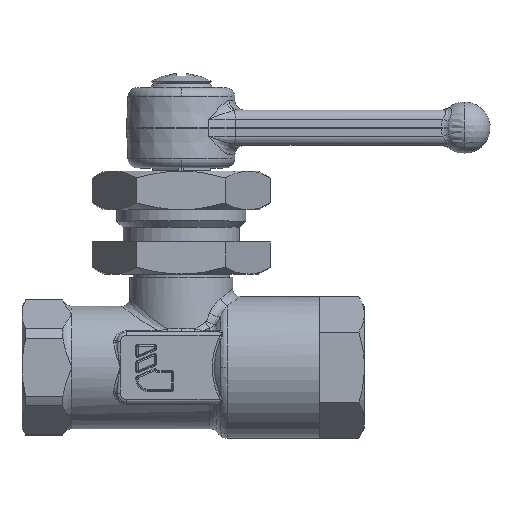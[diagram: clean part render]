
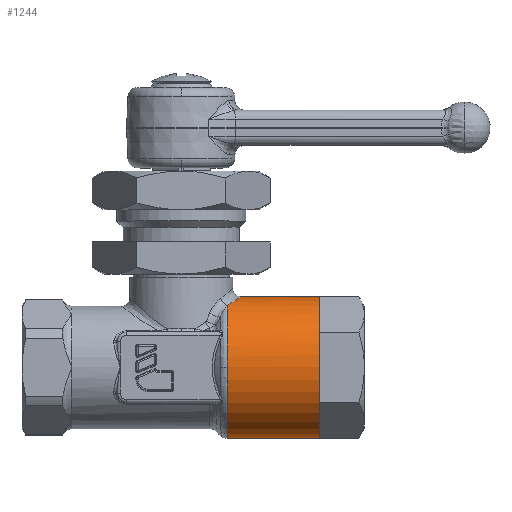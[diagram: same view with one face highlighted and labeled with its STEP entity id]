
A CAD part, top view. The second image highlights one B-rep face of the part: STEP entity #1244.
In plain terms, the highlighted cylindrical face has radius 11 mm (diameter 22 mm), a partial arc.
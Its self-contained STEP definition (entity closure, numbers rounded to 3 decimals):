
#1244=ADVANCED_FACE('',(#3196),#3197,.T.);
#3196=FACE_OUTER_BOUND('',#6261,.T.);
#3197=CYLINDRICAL_SURFACE('',#6262,11.0);
#6261=EDGE_LOOP('',(#12451,#12452,#12453,#12454,#12455,#12456));
#6262=AXIS2_PLACEMENT_3D('',#12457,#12458,#12459);
#12451=ORIENTED_EDGE('',*,*,#19609,.T.);
#12452=ORIENTED_EDGE('',*,*,#19610,.F.);
#12453=ORIENTED_EDGE('',*,*,#19611,.T.);
#12454=ORIENTED_EDGE('',*,*,#19612,.F.);
#12455=ORIENTED_EDGE('',*,*,#19613,.T.);
#12456=ORIENTED_EDGE('',*,*,#19614,.T.);
#12457=CARTESIAN_POINT('',(-19.02,0.0,0.0));
#12458=DIRECTION('',(-1.0,-0.0,0.0));
#12459=DIRECTION('',(0.0,-1.0,0.0));
#19609=EDGE_CURVE('',#22937,#22938,#22939,.T.);
#19610=EDGE_CURVE('',#22940,#22938,#22941,.T.);
#19611=EDGE_CURVE('',#22940,#22942,#22943,.T.);
#19612=EDGE_CURVE('',#22944,#22942,#22945,.T.);
#19613=EDGE_CURVE('',#22944,#22946,#22947,.T.);
#19614=EDGE_CURVE('',#22946,#22937,#22948,.T.);
#22937=VERTEX_POINT('',#27986);
#22938=VERTEX_POINT('',#27987);
#22939=LINE('',#27988,#27989);
#22940=VERTEX_POINT('',#27990);
#22941=CIRCLE('',#27991,11.0);
#22942=VERTEX_POINT('',#27992);
#22943=LINE('',#27993,#27994);
#22944=VERTEX_POINT('',#27995);
#22945=B_SPLINE_CURVE_WITH_KNOTS('',3,(#27996,#27997,#27998,#27999,#28000,#28001,#28002,#28003,#28004,#28005,#28006,#28007,#28008,#28009,#28010,#28011,#28012,#28013,#28014,#28015,#28016,#28017,#28018,#28019,#28020,#28021,#28022,#28023),.UNSPECIFIED.,.F.,.F.,(4,3,3,3,3,3,3,3,3,4),(0.0,0.188,0.2,0.396,0.4,0.6,0.603,0.8,0.811,1.0),.UNSPECIFIED.);
#22946=VERTEX_POINT('',#28024);
#22947=CIRCLE('',#28025,11.0);
#22948=CIRCLE('',#28026,11.0);
#27986=CARTESIAN_POINT('',(7.121,-11.0,0.));
#27987=CARTESIAN_POINT('',(21.45,-11.0,0.));
#27988=CARTESIAN_POINT('',(14.286,-11.0,0.));
#27989=VECTOR('',#36073,1.0);
#27990=CARTESIAN_POINT('',(21.45,11.0,0.0));
#27991=AXIS2_PLACEMENT_3D('',#36074,#36075,#36076);
#27992=CARTESIAN_POINT('',(9.3,11.,0.));
#27993=CARTESIAN_POINT('',(14.286,11.0,0.));
#27994=VECTOR('',#36077,1.0);
#27995=CARTESIAN_POINT('',(7.121,9.612,5.349));
#27996=CARTESIAN_POINT('',(7.121,9.612,5.349));
#27997=CARTESIAN_POINT('',(7.42,9.789,5.031));
#27998=CARTESIAN_POINT('',(7.683,9.95,4.703));
#27999=CARTESIAN_POINT('',(7.912,10.094,4.372));
#28000=CARTESIAN_POINT('',(7.927,10.103,4.35));
#28001=CARTESIAN_POINT('',(7.941,10.113,4.328));
#28002=CARTESIAN_POINT('',(7.956,10.122,4.307));
#28003=CARTESIAN_POINT('',(8.19,10.269,3.961));
#28004=CARTESIAN_POINT('',(8.389,10.397,3.611));
#28005=CARTESIAN_POINT('',(8.556,10.506,3.26));
#28006=CARTESIAN_POINT('',(8.56,10.508,3.252));
#28007=CARTESIAN_POINT('',(8.563,10.511,3.244));
#28008=CARTESIAN_POINT('',(8.567,10.513,3.236));
#28009=CARTESIAN_POINT('',(8.737,10.624,2.877));
#28010=CARTESIAN_POINT('',(8.873,10.714,2.518));
#28011=CARTESIAN_POINT('',(8.981,10.786,2.159));
#28012=CARTESIAN_POINT('',(8.983,10.787,2.153));
#28013=CARTESIAN_POINT('',(8.985,10.789,2.147));
#28014=CARTESIAN_POINT('',(8.987,10.79,2.14));
#28015=CARTESIAN_POINT('',(9.092,10.86,1.788));
#28016=CARTESIAN_POINT('',(9.169,10.912,1.435));
#28017=CARTESIAN_POINT('',(9.221,10.947,1.081));
#28018=CARTESIAN_POINT('',(9.224,10.949,1.061));
#28019=CARTESIAN_POINT('',(9.227,10.951,1.041));
#28020=CARTESIAN_POINT('',(9.23,10.953,1.02));
#28021=CARTESIAN_POINT('',(9.277,10.984,0.681));
#28022=CARTESIAN_POINT('',(9.3,11.,0.34));
#28023=CARTESIAN_POINT('',(9.3,11.,0.));
#28024=CARTESIAN_POINT('',(7.121,0.,11.0));
#28025=AXIS2_PLACEMENT_3D('',#36078,#36079,#36080);
#28026=AXIS2_PLACEMENT_3D('',#36081,#36082,#36083);
#36073=DIRECTION('',(1.0,-0.0,-0.0));
#36074=CARTESIAN_POINT('',(21.45,0.0,0.0));
#36075=DIRECTION('',(1.0,0.0,0.0));
#36076=DIRECTION('',(0.0,-1.0,0.0));
#36077=DIRECTION('',(-1.0,-0.0,-0.0));
#36078=CARTESIAN_POINT('',(7.121,0.0,0.0));
#36079=DIRECTION('',(1.0,0.0,-0.0));
#36080=DIRECTION('',(0.0,0.874,0.486));
#36081=CARTESIAN_POINT('',(7.121,0.0,0.0));
#36082=DIRECTION('',(1.0,0.0,-0.0));
#36083=DIRECTION('',(0.0,0.874,0.486));
